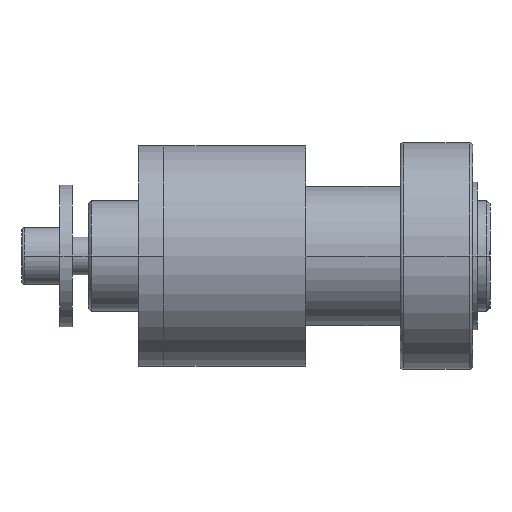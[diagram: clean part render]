
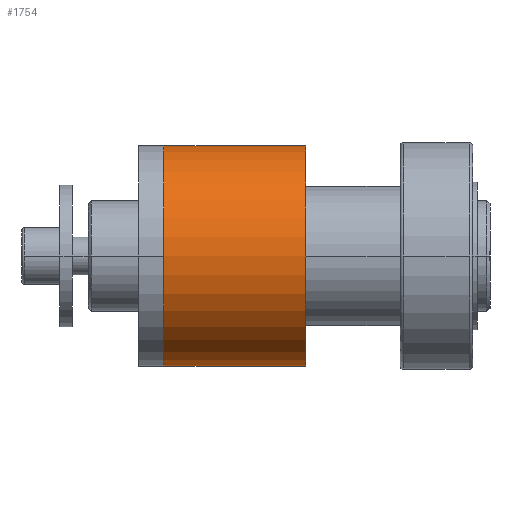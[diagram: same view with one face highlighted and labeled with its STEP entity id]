
A CAD part, front view. The second image highlights one B-rep face of the part: STEP entity #1754.
In plain terms, the highlighted cylindrical face has radius 35 mm (diameter 70 mm), a partial arc.
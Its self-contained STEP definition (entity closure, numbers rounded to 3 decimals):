
#1713=CARTESIAN_POINT('',(0.,0.0,0.0));
#1714=DIRECTION('',(1.0,0.0,0.0));
#1715=DIRECTION('',(0.0,1.0,0.0));
#1716=AXIS2_PLACEMENT_3D('',#1713,#1714,#1715);
#1717=CYLINDRICAL_SURFACE('',#1716,35.0);
#1718=CARTESIAN_POINT('',(22.5,35.0,0.0));
#1719=VERTEX_POINT('',#1718);
#1720=CARTESIAN_POINT('',(-22.5,35.0,0.0));
#1721=VERTEX_POINT('',#1720);
#1722=CARTESIAN_POINT('',(22.5,35.0,0.0));
#1723=DIRECTION('',(-1.0,0.0,0.0));
#1724=VECTOR('',#1723,45.);
#1725=LINE('',#1722,#1724);
#1726=EDGE_CURVE('',#1719,#1721,#1725,.T.);
#1727=ORIENTED_EDGE('',*,*,#1726,.F.);
#1728=CARTESIAN_POINT('',(22.5,-35.0,0.));
#1729=VERTEX_POINT('',#1728);
#1730=CARTESIAN_POINT('',(22.5,0.0,0.0));
#1731=DIRECTION('',(1.0,0.0,0.0));
#1732=DIRECTION('',(0.0,1.0,0.0));
#1733=AXIS2_PLACEMENT_3D('',#1730,#1731,#1732);
#1734=CIRCLE('',#1733,35.0);
#1735=EDGE_CURVE('',#1729,#1719,#1734,.T.);
#1736=ORIENTED_EDGE('',*,*,#1735,.F.);
#1737=CARTESIAN_POINT('',(-22.5,-35.0,0.));
#1738=VERTEX_POINT('',#1737);
#1739=CARTESIAN_POINT('',(22.5,-35.0,0.));
#1740=DIRECTION('',(-1.0,0.0,0.0));
#1741=VECTOR('',#1740,45.);
#1742=LINE('',#1739,#1741);
#1743=EDGE_CURVE('',#1729,#1738,#1742,.T.);
#1744=ORIENTED_EDGE('',*,*,#1743,.T.);
#1745=CARTESIAN_POINT('',(-22.5,0.0,0.0));
#1746=DIRECTION('',(1.0,0.0,0.0));
#1747=DIRECTION('',(0.0,1.0,0.0));
#1748=AXIS2_PLACEMENT_3D('',#1745,#1746,#1747);
#1749=CIRCLE('',#1748,35.0);
#1750=EDGE_CURVE('',#1738,#1721,#1749,.T.);
#1751=ORIENTED_EDGE('',*,*,#1750,.T.);
#1752=EDGE_LOOP('',(#1727,#1736,#1744,#1751));
#1753=FACE_OUTER_BOUND('',#1752,.T.);
#1754=ADVANCED_FACE('',(#1753),#1717,.T.);
